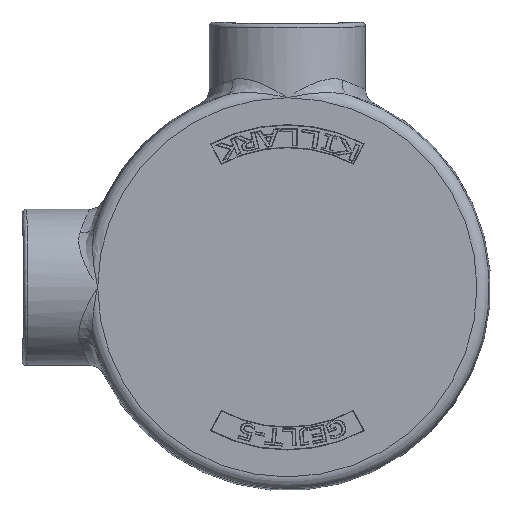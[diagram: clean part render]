
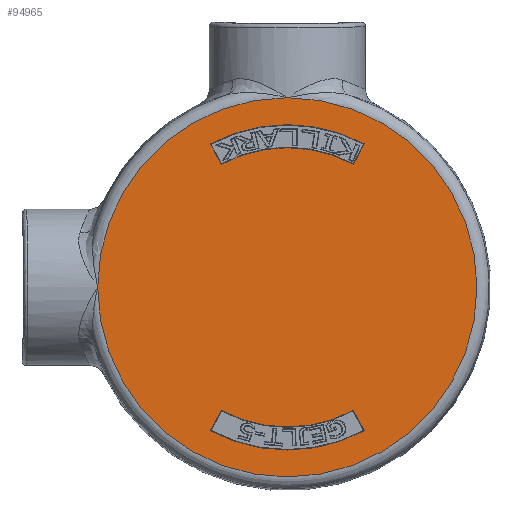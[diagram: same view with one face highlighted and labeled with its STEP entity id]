
A CAD part, front view. The second image highlights one B-rep face of the part: STEP entity #94965.
In plain terms, the highlighted planar face has unit normal (0, -1, 0).
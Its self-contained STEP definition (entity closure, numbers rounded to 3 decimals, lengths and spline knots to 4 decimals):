
#9183=FACE_BOUND('',#18316,.T.);
#9184=FACE_BOUND('',#18317,.T.);
#9765=PLANE('',#100155);
#13182=FACE_OUTER_BOUND('',#18315,.T.);
#18315=EDGE_LOOP('',(#68089,#68090));
#18316=EDGE_LOOP('',(#68091,#68092,#68093,#68094));
#18317=EDGE_LOOP('',(#68095,#68096,#68097,#68098));
#24077=LINE('',#124883,#33859);
#24078=LINE('',#124895,#33860);
#24079=LINE('',#124907,#33861);
#24080=LINE('',#124919,#33862);
#33859=VECTOR('',#104753,0.3937);
#33860=VECTOR('',#104760,0.3937);
#33861=VECTOR('',#104767,0.3937);
#33862=VECTOR('',#104774,0.3937);
#43195=CIRCLE('',#100145,2.1791);
#43196=CIRCLE('',#100148,2.5396);
#43197=CIRCLE('',#100151,2.1791);
#43198=CIRCLE('',#100154,2.5396);
#43199=CIRCLE('',#100156,2.9595);
#43200=CIRCLE('',#100157,2.9595);
#44039=VERTEX_POINT('',#124878);
#44040=VERTEX_POINT('',#124882);
#44041=VERTEX_POINT('',#124888);
#44042=VERTEX_POINT('',#124894);
#44043=VERTEX_POINT('',#124902);
#44044=VERTEX_POINT('',#124906);
#44045=VERTEX_POINT('',#124912);
#44046=VERTEX_POINT('',#124918);
#44047=VERTEX_POINT('',#124926);
#44048=VERTEX_POINT('',#124927);
#53508=EDGE_CURVE('',#44040,#44039,#24077,.T.);
#53510=EDGE_CURVE('',#44041,#44040,#43195,.T.);
#53512=EDGE_CURVE('',#44042,#44041,#24078,.T.);
#53514=EDGE_CURVE('',#44039,#44042,#43196,.T.);
#53516=EDGE_CURVE('',#44044,#44043,#24079,.T.);
#53518=EDGE_CURVE('',#44045,#44044,#43197,.T.);
#53520=EDGE_CURVE('',#44046,#44045,#24080,.T.);
#53522=EDGE_CURVE('',#44043,#44046,#43198,.T.);
#53523=EDGE_CURVE('',#44047,#44048,#43199,.T.);
#53524=EDGE_CURVE('',#44048,#44047,#43200,.T.);
#68089=ORIENTED_EDGE('',*,*,#53523,.F.);
#68090=ORIENTED_EDGE('',*,*,#53524,.F.);
#68091=ORIENTED_EDGE('',*,*,#53522,.T.);
#68092=ORIENTED_EDGE('',*,*,#53520,.T.);
#68093=ORIENTED_EDGE('',*,*,#53518,.T.);
#68094=ORIENTED_EDGE('',*,*,#53516,.T.);
#68095=ORIENTED_EDGE('',*,*,#53514,.T.);
#68096=ORIENTED_EDGE('',*,*,#53512,.T.);
#68097=ORIENTED_EDGE('',*,*,#53510,.T.);
#68098=ORIENTED_EDGE('',*,*,#53508,.T.);
#94965=ADVANCED_FACE('',(#13182,#9183,#9184),#9765,.T.);
#100145=AXIS2_PLACEMENT_3D('',#124889,#104756,#104757);
#100148=AXIS2_PLACEMENT_3D('',#124900,#104763,#104764);
#100151=AXIS2_PLACEMENT_3D('',#124913,#104770,#104771);
#100154=AXIS2_PLACEMENT_3D('',#124924,#104777,#104778);
#100155=AXIS2_PLACEMENT_3D('',#124925,#104779,#104780);
#100156=AXIS2_PLACEMENT_3D('',#124928,#104781,#104782);
#100157=AXIS2_PLACEMENT_3D('',#124929,#104783,#104784);
#104753=DIRECTION('',(-0.469,0.,0.883));
#104756=DIRECTION('center_axis',(0.,-1.,0.));
#104757=DIRECTION('ref_axis',(0.469,0.,0.883));
#104760=DIRECTION('',(-0.469,0.,-0.883));
#104763=DIRECTION('center_axis',(0.,1.,0.));
#104764=DIRECTION('ref_axis',(-0.469,0.,-0.883));
#104767=DIRECTION('',(0.469,0.,-0.883));
#104770=DIRECTION('center_axis',(0.,-1.,0.));
#104771=DIRECTION('ref_axis',(-0.469,0.,-0.883));
#104774=DIRECTION('',(0.469,0.,0.883));
#104777=DIRECTION('center_axis',(0.,1.,0.));
#104778=DIRECTION('ref_axis',(0.469,0.,0.883));
#104779=DIRECTION('center_axis',(0.,-1.,0.));
#104780=DIRECTION('ref_axis',(0.,0.,-1.));
#104781=DIRECTION('center_axis',(0.,1.,0.));
#104782=DIRECTION('ref_axis',(-1.,0.,0.));
#104783=DIRECTION('center_axis',(0.,1.,0.));
#104784=DIRECTION('ref_axis',(-1.,0.,0.));
#124878=CARTESIAN_POINT('',(-1.1997,-1.2188,2.2384));
#124882=CARTESIAN_POINT('',(-1.0304,-1.2188,1.9201));
#124883=CARTESIAN_POINT('',(-0.4284,-1.2188,0.7879));
#124888=CARTESIAN_POINT('',(1.0304,-1.2188,1.9201));
#124889=CARTESIAN_POINT('Origin',(0.,-1.2188,0.));
#124894=CARTESIAN_POINT('',(1.1997,-1.2188,2.2384));
#124895=CARTESIAN_POINT('',(0.694,-1.2188,1.2874));
#124900=CARTESIAN_POINT('Origin',(0.,-1.2188,0.));
#124902=CARTESIAN_POINT('',(1.1997,-1.2188,-2.2384));
#124906=CARTESIAN_POINT('',(1.0304,-1.2188,-1.9201));
#124907=CARTESIAN_POINT('',(0.7747,-1.2188,-1.4392));
#124912=CARTESIAN_POINT('',(-1.0304,-1.2188,-1.9201));
#124913=CARTESIAN_POINT('Origin',(0.,-1.2188,0.));
#124918=CARTESIAN_POINT('',(-1.1997,-1.2188,-2.2384));
#124919=CARTESIAN_POINT('',(-0.3477,-1.2188,-0.6362));
#124924=CARTESIAN_POINT('Origin',(0.,-1.2188,0.));
#124925=CARTESIAN_POINT('Origin',(1.5711,-1.2188,0.));
#124926=CARTESIAN_POINT('',(0.,-1.2188,2.9595));
#124927=CARTESIAN_POINT('',(-2.9595,-1.2188,0.));
#124928=CARTESIAN_POINT('Origin',(0.,-1.2188,0.));
#124929=CARTESIAN_POINT('Origin',(0.,-1.2188,0.));
